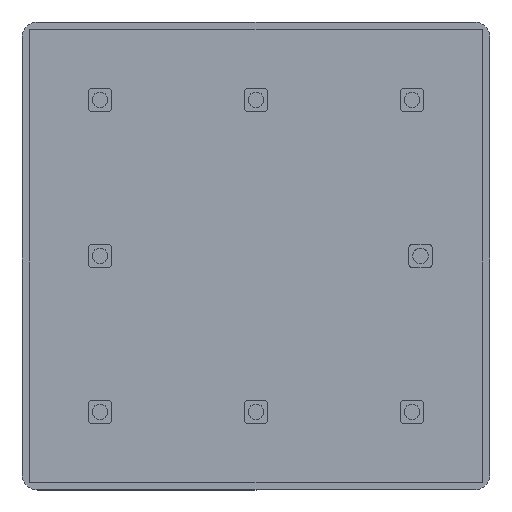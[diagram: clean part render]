
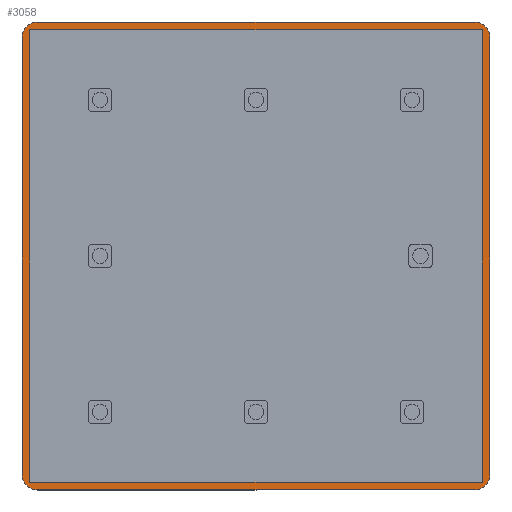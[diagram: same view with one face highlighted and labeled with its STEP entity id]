
A CAD part, top view. The second image highlights one B-rep face of the part: STEP entity #3058.
In plain terms, the highlighted planar face has unit normal (0, 0, 1).
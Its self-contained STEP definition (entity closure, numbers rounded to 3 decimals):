
#3 = VERTEX_POINT ( 'NONE', #1416 ) ;
#10 = DIRECTION ( 'NONE',  ( 0., 1., 0. ) ) ;
#30 = DIRECTION ( 'NONE',  ( 0., 0., -1. ) ) ;
#33 = VERTEX_POINT ( 'NONE', #3386 ) ;
#34 = CARTESIAN_POINT ( 'NONE',  ( -60., 56., 0. ) ) ;
#44 = CIRCLE ( 'NONE', #3670, 4. ) ;
#57 = DIRECTION ( 'NONE',  ( 0., 1., 0. ) ) ;
#78 = CARTESIAN_POINT ( 'NONE',  ( -58., 58., 0. ) ) ;
#118 = EDGE_LOOP ( 'NONE', ( #350, #3196, #310, #3238, #3523, #399, #1804, #3219 ) ) ;
#136 = PLANE ( 'NONE',  #358 ) ;
#157 = CARTESIAN_POINT ( 'NONE',  ( -56., -60., 0. ) ) ;
#177 = EDGE_CURVE ( 'NONE', #2660, #1985, #1869, .T. ) ;
#200 = DIRECTION ( 'NONE',  ( 0., 0., 1. ) ) ;
#285 = CARTESIAN_POINT ( 'NONE',  ( -58., -56., 0. ) ) ;
#304 = VERTEX_POINT ( 'NONE', #838 ) ;
#310 = ORIENTED_EDGE ( 'NONE', *, *, #1631, .F. ) ;
#350 = ORIENTED_EDGE ( 'NONE', *, *, #2196, .F. ) ;
#358 = AXIS2_PLACEMENT_3D ( 'NONE', #3567, #200, #3293 ) ;
#399 = ORIENTED_EDGE ( 'NONE', *, *, #177, .F. ) ;
#437 = CARTESIAN_POINT ( 'NONE',  ( 60., 56., 0. ) ) ;
#450 = VERTEX_POINT ( 'NONE', #437 ) ;
#452 = CIRCLE ( 'NONE', #2892, 4. ) ;
#471 = CARTESIAN_POINT ( 'NONE',  ( -56., -56., 0. ) ) ;
#577 = ORIENTED_EDGE ( 'NONE', *, *, #2811, .T. ) ;
#587 = CARTESIAN_POINT ( 'NONE',  ( -58., -58., 0. ) ) ;
#643 = CARTESIAN_POINT ( 'NONE',  ( 56., 60., 0. ) ) ;
#695 = VERTEX_POINT ( 'NONE', #1600 ) ;
#701 = VECTOR ( 'NONE', #2403, 1000. ) ;
#819 = VECTOR ( 'NONE', #57, 1000. ) ;
#830 = VECTOR ( 'NONE', #3392, 1000. ) ;
#838 = CARTESIAN_POINT ( 'NONE',  ( 58., -58., 0. ) ) ;
#862 = LINE ( 'NONE', #34, #819 ) ;
#914 = CARTESIAN_POINT ( 'NONE',  ( -56., -60., 0. ) ) ;
#964 = VERTEX_POINT ( 'NONE', #976 ) ;
#976 = CARTESIAN_POINT ( 'NONE',  ( -56., 60., 0. ) ) ;
#999 = LINE ( 'NONE', #2130, #2078 ) ;
#1071 = VECTOR ( 'NONE', #2350, 1000. ) ;
#1153 = EDGE_CURVE ( 'NONE', #695, #1673, #452, .T. ) ;
#1264 = EDGE_CURVE ( 'NONE', #3, #33, #2276, .T. ) ;
#1416 = CARTESIAN_POINT ( 'NONE',  ( -58., -58., 0. ) ) ;
#1446 = CARTESIAN_POINT ( 'NONE',  ( 56., 56., 0. ) ) ;
#1489 = CARTESIAN_POINT ( 'NONE',  ( 56., 60., 0. ) ) ;
#1535 = VECTOR ( 'NONE', #1885, 1000. ) ;
#1600 = CARTESIAN_POINT ( 'NONE',  ( 60., -56., 0. ) ) ;
#1631 = EDGE_CURVE ( 'NONE', #964, #2981, #1771, .T. ) ;
#1654 = VECTOR ( 'NONE', #2826, 1000. ) ;
#1673 = VERTEX_POINT ( 'NONE', #3554 ) ;
#1682 = DIRECTION ( 'NONE',  ( 0., 1., 0. ) ) ;
#1767 = EDGE_CURVE ( 'NONE', #2839, #964, #3549, .T. ) ;
#1771 = LINE ( 'NONE', #1489, #1654 ) ;
#1776 = EDGE_CURVE ( 'NONE', #1985, #2839, #862, .T. ) ;
#1804 = ORIENTED_EDGE ( 'NONE', *, *, #3509, .F. ) ;
#1820 = CARTESIAN_POINT ( 'NONE',  ( -56., 56., 0. ) ) ;
#1869 = CIRCLE ( 'NONE', #2643, 4. ) ;
#1885 = DIRECTION ( 'NONE',  ( -1., 0., 0. ) ) ;
#1896 = EDGE_LOOP ( 'NONE', ( #2300, #577, #2689, #2756 ) ) ;
#1985 = VERTEX_POINT ( 'NONE', #2097 ) ;
#2078 = VECTOR ( 'NONE', #3276, 1000. ) ;
#2097 = CARTESIAN_POINT ( 'NONE',  ( -60., -56., 0. ) ) ;
#2130 = CARTESIAN_POINT ( 'NONE',  ( 58., -56., 0. ) ) ;
#2145 = LINE ( 'NONE', #157, #1535 ) ;
#2196 = EDGE_CURVE ( 'NONE', #450, #695, #2318, .T. ) ;
#2276 = LINE ( 'NONE', #285, #3603 ) ;
#2297 = CARTESIAN_POINT ( 'NONE',  ( 58., 58., 0. ) ) ;
#2300 = ORIENTED_EDGE ( 'NONE', *, *, #3536, .T. ) ;
#2318 = LINE ( 'NONE', #2681, #701 ) ;
#2350 = DIRECTION ( 'NONE',  ( 1., 0., 0. ) ) ;
#2391 = FACE_BOUND ( 'NONE', #1896, .T. ) ;
#2403 = DIRECTION ( 'NONE',  ( 0., -1., 0. ) ) ;
#2420 = AXIS2_PLACEMENT_3D ( 'NONE', #1820, #2958, #2719 ) ;
#2450 = EDGE_CURVE ( 'NONE', #2981, #450, #44, .T. ) ;
#2551 = DIRECTION ( 'NONE',  ( 0., 1., 0. ) ) ;
#2558 = LINE ( 'NONE', #587, #830 ) ;
#2574 = CARTESIAN_POINT ( 'NONE',  ( -60., 56., 0. ) ) ;
#2643 = AXIS2_PLACEMENT_3D ( 'NONE', #471, #2967, #3331 ) ;
#2660 = VERTEX_POINT ( 'NONE', #914 ) ;
#2681 = CARTESIAN_POINT ( 'NONE',  ( 60., -56., 0. ) ) ;
#2689 = ORIENTED_EDGE ( 'NONE', *, *, #1264, .T. ) ;
#2719 = DIRECTION ( 'NONE',  ( 0., 1., 0. ) ) ;
#2756 = ORIENTED_EDGE ( 'NONE', *, *, #2977, .T. ) ;
#2811 = EDGE_CURVE ( 'NONE', #304, #3, #2558, .T. ) ;
#2826 = DIRECTION ( 'NONE',  ( 1., 0., 0. ) ) ;
#2839 = VERTEX_POINT ( 'NONE', #2574 ) ;
#2892 = AXIS2_PLACEMENT_3D ( 'NONE', #3096, #30, #1682 ) ;
#2958 = DIRECTION ( 'NONE',  ( 0., 0., -1. ) ) ;
#2967 = DIRECTION ( 'NONE',  ( 0., 0., -1. ) ) ;
#2977 = EDGE_CURVE ( 'NONE', #33, #3286, #3237, .T. ) ;
#2981 = VERTEX_POINT ( 'NONE', #643 ) ;
#3058 = ADVANCED_FACE ( 'NONE', ( #2391, #3581 ), #136, .T. ) ;
#3096 = CARTESIAN_POINT ( 'NONE',  ( 56., -56., 0. ) ) ;
#3196 = ORIENTED_EDGE ( 'NONE', *, *, #2450, .F. ) ;
#3219 = ORIENTED_EDGE ( 'NONE', *, *, #1153, .F. ) ;
#3237 = LINE ( 'NONE', #78, #1071 ) ;
#3238 = ORIENTED_EDGE ( 'NONE', *, *, #1767, .F. ) ;
#3276 = DIRECTION ( 'NONE',  ( 0., -1., 0. ) ) ;
#3286 = VERTEX_POINT ( 'NONE', #2297 ) ;
#3293 = DIRECTION ( 'NONE',  ( 0., -1., 0. ) ) ;
#3331 = DIRECTION ( 'NONE',  ( 0., 1., 0. ) ) ;
#3386 = CARTESIAN_POINT ( 'NONE',  ( -58., 58., 0. ) ) ;
#3392 = DIRECTION ( 'NONE',  ( -1., 0., 0. ) ) ;
#3509 = EDGE_CURVE ( 'NONE', #1673, #2660, #2145, .T. ) ;
#3523 = ORIENTED_EDGE ( 'NONE', *, *, #1776, .F. ) ;
#3536 = EDGE_CURVE ( 'NONE', #3286, #304, #999, .T. ) ;
#3549 = CIRCLE ( 'NONE', #2420, 4. ) ;
#3554 = CARTESIAN_POINT ( 'NONE',  ( 56., -60., 0. ) ) ;
#3567 = CARTESIAN_POINT ( 'NONE',  ( -58., -56., 0. ) ) ;
#3581 = FACE_OUTER_BOUND ( 'NONE', #118, .T. ) ;
#3603 = VECTOR ( 'NONE', #2551, 1000. ) ;
#3670 = AXIS2_PLACEMENT_3D ( 'NONE', #1446, #3684, #10 ) ;
#3684 = DIRECTION ( 'NONE',  ( 0., 0., -1. ) ) ;
